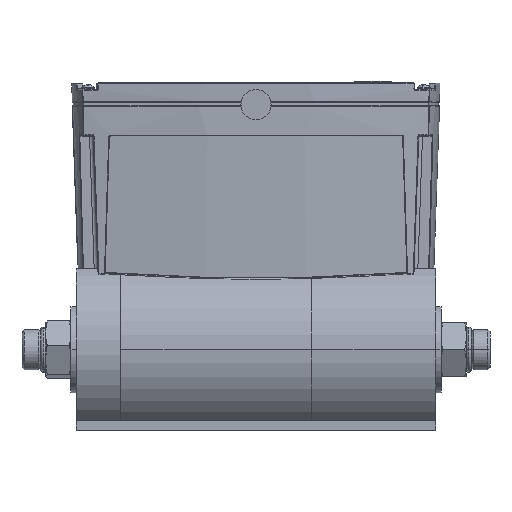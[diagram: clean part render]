
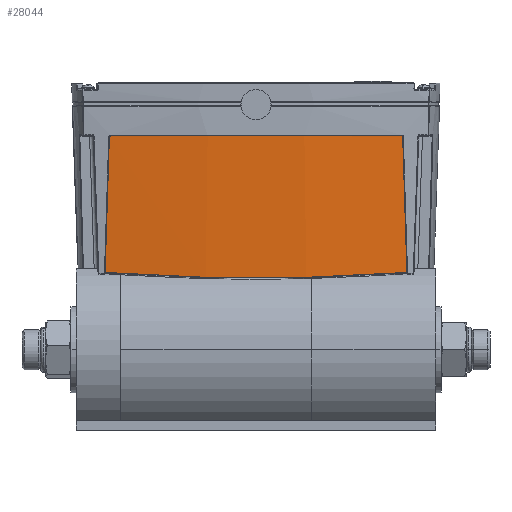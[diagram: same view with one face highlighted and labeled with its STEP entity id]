
A CAD part, top view. The second image highlights one B-rep face of the part: STEP entity #28044.
In plain terms, the highlighted cylindrical face has radius 685.838 mm (diameter 1371.68 mm), a partial arc.
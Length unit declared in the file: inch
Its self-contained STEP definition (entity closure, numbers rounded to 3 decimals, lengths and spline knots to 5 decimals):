
#2213 = CARTESIAN_POINT ( 'NONE',  ( 13.52605, 3.95772, 1.00676 ) ) ;
#2496 = DIRECTION ( 'NONE',  ( 1., 0., 0. ) ) ;
#3585 = CARTESIAN_POINT ( 'NONE',  ( 8.00471, 1.43349, 0.91108 ) ) ;
#4328 = ORIENTED_EDGE ( 'NONE', *, *, #17756, .T. ) ;
#4935 = CARTESIAN_POINT ( 'NONE',  ( 8.09791, 3.96838, 1.00823 ) ) ;
#5359 = CARTESIAN_POINT ( 'NONE',  ( 8.03077, 2.27002, 0.94271 ) ) ;
#6611 = CARTESIAN_POINT ( 'NONE',  ( 13.51563, 3.9689, 1.0082 ) ) ;
#6641 = CARTESIAN_POINT ( 'NONE',  ( 8.00471, 1.43349, 0.91108 ) ) ;
#7615 = CARTESIAN_POINT ( 'NONE',  ( 10.80651, 3.97215, 1.18935 ) ) ;
#8303 = ORIENTED_EDGE ( 'NONE', *, *, #30545, .T. ) ;
#9311 = CARTESIAN_POINT ( 'NONE',  ( 8.08647, 3.95828, 1.00673 ) ) ;
#10868 = VERTEX_POINT ( 'NONE', #14384 ) ;
#10890 = EDGE_CURVE ( 'NONE', #21588, #10868, #43846, .T. ) ;
#11017 = CARTESIAN_POINT ( 'NONE',  ( 13.50038, 3.972, 1.00984 ) ) ;
#11552 = B_SPLINE_CURVE_WITH_KNOTS ( 'NONE', 3,
 ( #45861, #41530, #28474, #2213, #32894, #6611, #37321, #11017 ),
 .UNSPECIFIED., .F., .F.,
 ( 4, 2, 2, 4 ),
 ( 0., 0.00029, 0.00058, 0.00116 ),
 .UNSPECIFIED. ) ;
#12021 = CARTESIAN_POINT ( 'NONE',  ( 8.11263, 3.972, 1.00984 ) ) ;
#13714 = CARTESIAN_POINT ( 'NONE',  ( 8.0829, 3.94306, 1.00584 ) ) ;
#14155 = CARTESIAN_POINT ( 'NONE',  ( 8.00471, 1.43349, 0.91108 ) ) ;
#14384 = CARTESIAN_POINT ( 'NONE',  ( 13.53011, 3.94306, 1.00584 ) ) ;
#14526 = B_SPLINE_CURVE_WITH_KNOTS ( 'NONE', 3,
 ( #29482, #33880, #7615, #38315, #12021 ),
 .UNSPECIFIED., .F., .F.,
 ( 4, 1, 4 ),
 ( 0., 0.06842, 0.13685 ),
 .UNSPECIFIED. ) ;
#17756 = EDGE_CURVE ( 'NONE', #49588, #54162, #29745, .T. ) ;
#17939 = CARTESIAN_POINT ( 'NONE',  ( 8.11263, 3.972, 1.00984 ) ) ;
#18298 = ORIENTED_EDGE ( 'NONE', *, *, #48837, .T. ) ;
#20068 = CARTESIAN_POINT ( 'NONE',  ( 8.93865, 1.36603, 1.00625 ) ) ;
#21588 = VERTEX_POINT ( 'NONE', #50661 ) ;
#22860 = CARTESIAN_POINT ( 'NONE',  ( 13.6083, 1.43349, 0.91108 ) ) ;
#24490 = CARTESIAN_POINT ( 'NONE',  ( 10.80651, 1.29877, 1.10062 ) ) ;
#25917 = AXIS2_PLACEMENT_3D ( 'NONE', #50098, #37411, #2496 ) ;
#26862 = VERTEX_POINT ( 'NONE', #38022 ) ;
#27640 = CARTESIAN_POINT ( 'NONE',  ( 13.53011, 3.94306, 1.00584 ) ) ;
#28044 = ADVANCED_FACE ( 'NONE', ( #33290 ), #39437, .T. ) ;
#28474 = CARTESIAN_POINT ( 'NONE',  ( 13.52913, 3.9507, 1.0062 ) ) ;
#28889 = CARTESIAN_POINT ( 'NONE',  ( 13.6083, 1.43349, 0.91108 ) ) ;
#29482 = CARTESIAN_POINT ( 'NONE',  ( 13.50038, 3.972, 1.00984 ) ) ;
#29745 = B_SPLINE_CURVE_WITH_KNOTS ( 'NONE', 3,
 ( #40466, #36068, #5359, #14155 ),
 .UNSPECIFIED., .F., .F.,
 ( 4, 4 ),
 ( 0., 0.06382 ),
 .UNSPECIFIED. ) ;
#30524 = ORIENTED_EDGE ( 'NONE', *, *, #55677, .T. ) ;
#30545 = EDGE_CURVE ( 'NONE', #54162, #21588, #35003, .T. ) ;
#31195 = CARTESIAN_POINT ( 'NONE',  ( 8.105, 3.97126, 1.00905 ) ) ;
#32361 = B_SPLINE_CURVE_WITH_KNOTS ( 'NONE', 3,
 ( #17939, #48531, #31195, #4935, #35609, #9311, #40030, #13714 ),
 .UNSPECIFIED., .F., .F.,
 ( 4, 2, 2, 4 ),
 ( 0., 0.00029, 0.00058, 0.00116 ),
 .UNSPECIFIED. ) ;
#32894 = CARTESIAN_POINT ( 'NONE',  ( 13.52383, 3.96092, 1.00709 ) ) ;
#33290 = FACE_OUTER_BOUND ( 'NONE', #51618, .T. ) ;
#33880 = CARTESIAN_POINT ( 'NONE',  ( 12.60242, 3.97206, 1.09993 ) ) ;
#35003 = B_SPLINE_CURVE_WITH_KNOTS ( 'NONE', 3,
 ( #6641, #20068, #24490, #54988, #28889 ),
 .UNSPECIFIED., .F., .F.,
 ( 4, 1, 4 ),
 ( 0., 0.07117, 0.14233 ),
 .UNSPECIFIED. ) ;
#35609 = CARTESIAN_POINT ( 'NONE',  ( 8.09466, 3.96625, 1.00783 ) ) ;
#36068 = CARTESIAN_POINT ( 'NONE',  ( 8.05683, 3.10654, 0.97429 ) ) ;
#37321 = CARTESIAN_POINT ( 'NONE',  ( 13.50809, 3.972, 1.00906 ) ) ;
#37411 = DIRECTION ( 'NONE',  ( 0., 0.999, 0.035 ) ) ;
#38022 = CARTESIAN_POINT ( 'NONE',  ( 13.50038, 3.972, 1.00984 ) ) ;
#38315 = CARTESIAN_POINT ( 'NONE',  ( 9.01059, 3.97206, 1.09993 ) ) ;
#39437 = CYLINDRICAL_SURFACE ( 'NONE', #25917, 27.0015 ) ;
#40030 = CARTESIAN_POINT ( 'NONE',  ( 8.08314, 3.9508, 1.00613 ) ) ;
#40466 = CARTESIAN_POINT ( 'NONE',  ( 8.0829, 3.94306, 1.00584 ) ) ;
#41530 = CARTESIAN_POINT ( 'NONE',  ( 13.52999, 3.94693, 1.00598 ) ) ;
#41707 = CARTESIAN_POINT ( 'NONE',  ( 8.11263, 3.972, 1.00984 ) ) ;
#43846 = B_SPLINE_CURVE_WITH_KNOTS ( 'NONE', 3,
 ( #22860, #49368, #53748, #27640 ),
 .UNSPECIFIED., .F., .F.,
 ( 4, 4 ),
 ( 0., 0.06382 ),
 .UNSPECIFIED. ) ;
#44713 = EDGE_CURVE ( 'NONE', #55696, #49588, #32361, .T. ) ;
#45056 = CARTESIAN_POINT ( 'NONE',  ( 8.0829, 3.94306, 1.00584 ) ) ;
#45861 = CARTESIAN_POINT ( 'NONE',  ( 13.53011, 3.94306, 1.00584 ) ) ;
#48531 = CARTESIAN_POINT ( 'NONE',  ( 8.10878, 3.972, 1.00945 ) ) ;
#48837 = EDGE_CURVE ( 'NONE', #26862, #55696, #14526, .T. ) ;
#49368 = CARTESIAN_POINT ( 'NONE',  ( 13.58224, 2.27002, 0.94271 ) ) ;
#49588 = VERTEX_POINT ( 'NONE', #45056 ) ;
#50098 = CARTESIAN_POINT ( 'NONE',  ( 10.80651, 2.26513, -25.93195 ) ) ;
#50385 = ORIENTED_EDGE ( 'NONE', *, *, #10890, .T. ) ;
#50661 = CARTESIAN_POINT ( 'NONE',  ( 13.6083, 1.43349, 0.91108 ) ) ;
#51618 = EDGE_LOOP ( 'NONE', ( #4328, #8303, #50385, #30524, #18298, #55453 ) ) ;
#53748 = CARTESIAN_POINT ( 'NONE',  ( 13.55618, 3.10654, 0.97429 ) ) ;
#54162 = VERTEX_POINT ( 'NONE', #3585 ) ;
#54988 = CARTESIAN_POINT ( 'NONE',  ( 12.67437, 1.36603, 1.00625 ) ) ;
#55453 = ORIENTED_EDGE ( 'NONE', *, *, #44713, .T. ) ;
#55677 = EDGE_CURVE ( 'NONE', #10868, #26862, #11552, .T. ) ;
#55696 = VERTEX_POINT ( 'NONE', #41707 ) ;
